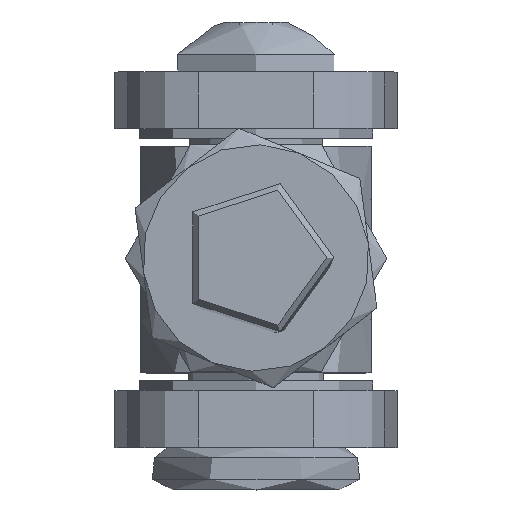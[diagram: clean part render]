
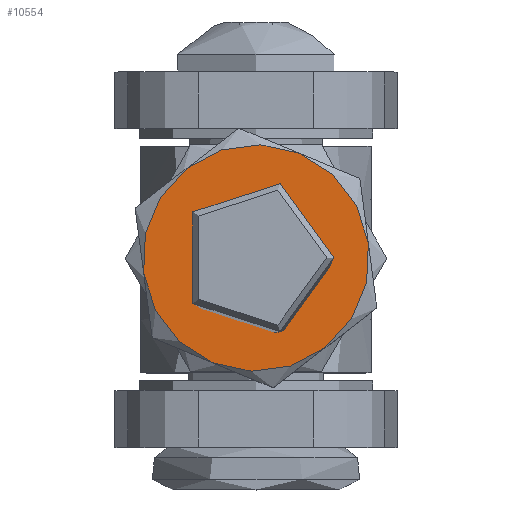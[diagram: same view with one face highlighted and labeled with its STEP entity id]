
A CAD part, top view. The second image highlights one B-rep face of the part: STEP entity #10554.
In plain terms, the highlighted face is planar.
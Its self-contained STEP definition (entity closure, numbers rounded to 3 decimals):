
#3 = CIRCLE ( 'NONE', #5116, 16. ) ;
#135 = CARTESIAN_POINT ( 'NONE',  ( 0., -5.5, 0. ) ) ;
#224 = AXIS2_PLACEMENT_3D ( 'NONE', #15988, #11663, #7717 ) ;
#293 = DIRECTION ( 'NONE',  ( 0., 0., 1. ) ) ;
#460 = CIRCLE ( 'NONE', #7525, 16. ) ;
#534 = EDGE_CURVE ( 'NONE', #737, #17734, #460, .T. ) ;
#737 = VERTEX_POINT ( 'NONE', #14143 ) ;
#1117 = EDGE_CURVE ( 'NONE', #4027, #737, #3, .T. ) ;
#1795 = CIRCLE ( 'NONE', #224, 16. ) ;
#1871 = DIRECTION ( 'NONE',  ( 0., 1., 0. ) ) ;
#1984 = PLANE ( 'NONE',  #9728 ) ;
#2330 = EDGE_CURVE ( 'NONE', #16766, #12085, #6285, .T. ) ;
#2769 = DIRECTION ( 'NONE',  ( 0., 0., 1. ) ) ;
#2842 = DIRECTION ( 'NONE',  ( 0., -1., 0. ) ) ;
#4027 = VERTEX_POINT ( 'NONE', #14279 ) ;
#4033 = DIRECTION ( 'NONE',  ( 0., 1., 0. ) ) ;
#4321 = DIRECTION ( 'NONE',  ( 0., 0., 1. ) ) ;
#4573 = EDGE_CURVE ( 'NONE', #12085, #13059, #6064, .T. ) ;
#5116 = AXIS2_PLACEMENT_3D ( 'NONE', #135, #12638, #4321 ) ;
#5260 = CARTESIAN_POINT ( 'NONE',  ( 0., -5.5, -16. ) ) ;
#5628 = DIRECTION ( 'NONE',  ( 0., -1., 0. ) ) ;
#5799 = AXIS2_PLACEMENT_3D ( 'NONE', #10514, #4033, #13668 ) ;
#5851 = CARTESIAN_POINT ( 'NONE',  ( 0., -5.5, 10.25 ) ) ;
#6041 = CARTESIAN_POINT ( 'NONE',  ( 13.856, -5.5, 8. ) ) ;
#6064 = CIRCLE ( 'NONE', #6104, 16. ) ;
#6104 = AXIS2_PLACEMENT_3D ( 'NONE', #13541, #6498, #9343 ) ;
#6285 = CIRCLE ( 'NONE', #13065, 16. ) ;
#6498 = DIRECTION ( 'NONE',  ( 0., -1., 0. ) ) ;
#7525 = AXIS2_PLACEMENT_3D ( 'NONE', #16914, #2842, #293 ) ;
#7717 = DIRECTION ( 'NONE',  ( 1., 0., 0. ) ) ;
#8190 = CARTESIAN_POINT ( 'NONE',  ( -13.856, -5.5, -8. ) ) ;
#8534 = CIRCLE ( 'NONE', #17902, 16. ) ;
#8915 = ORIENTED_EDGE ( 'NONE', *, *, #11415, .T. ) ;
#9343 = DIRECTION ( 'NONE',  ( 0., 0., 1. ) ) ;
#9533 = ORIENTED_EDGE ( 'NONE', *, *, #534, .T. ) ;
#9714 = EDGE_LOOP ( 'NONE', ( #8915 ) ) ;
#9728 = AXIS2_PLACEMENT_3D ( 'NONE', #15879, #1871, #14285 ) ;
#10514 = CARTESIAN_POINT ( 'NONE',  ( 0., -5.5, 0. ) ) ;
#10554 = ADVANCED_FACE ( 'NONE', ( #10988, #12949 ), #1984, .F. ) ;
#10988 = FACE_BOUND ( 'NONE', #9714, .T. ) ;
#11132 = CARTESIAN_POINT ( 'NONE',  ( 0., -5.5, 0. ) ) ;
#11409 = ORIENTED_EDGE ( 'NONE', *, *, #1117, .T. ) ;
#11415 = EDGE_CURVE ( 'NONE', #11842, #11842, #12291, .T. ) ;
#11663 = DIRECTION ( 'NONE',  ( 0., -1., 0. ) ) ;
#11842 = VERTEX_POINT ( 'NONE', #5851 ) ;
#12085 = VERTEX_POINT ( 'NONE', #13028 ) ;
#12291 = CIRCLE ( 'NONE', #5799, 10.25 ) ;
#12519 = ORIENTED_EDGE ( 'NONE', *, *, #14916, .T. ) ;
#12593 = DIRECTION ( 'NONE',  ( 0., -1., 0. ) ) ;
#12638 = DIRECTION ( 'NONE',  ( 0., -1., 0. ) ) ;
#12727 = EDGE_CURVE ( 'NONE', #17734, #16766, #8534, .T. ) ;
#12949 = FACE_OUTER_BOUND ( 'NONE', #15706, .T. ) ;
#13028 = CARTESIAN_POINT ( 'NONE',  ( 13.856, -5.5, -8. ) ) ;
#13059 = VERTEX_POINT ( 'NONE', #6041 ) ;
#13065 = AXIS2_PLACEMENT_3D ( 'NONE', #11132, #5628, #2769 ) ;
#13541 = CARTESIAN_POINT ( 'NONE',  ( 0., -5.5, 0. ) ) ;
#13668 = DIRECTION ( 'NONE',  ( 0., 0., 1. ) ) ;
#14143 = CARTESIAN_POINT ( 'NONE',  ( -13.856, -5.5, 8. ) ) ;
#14279 = CARTESIAN_POINT ( 'NONE',  ( 0., -5.5, 16. ) ) ;
#14285 = DIRECTION ( 'NONE',  ( 0., 0., 1. ) ) ;
#14916 = EDGE_CURVE ( 'NONE', #13059, #4027, #1795, .T. ) ;
#15706 = EDGE_LOOP ( 'NONE', ( #12519, #11409, #9533, #17838, #16457, #17766 ) ) ;
#15879 = CARTESIAN_POINT ( 'NONE',  ( 0., -5.5, 0. ) ) ;
#15988 = CARTESIAN_POINT ( 'NONE',  ( 0., -5.5, 0. ) ) ;
#16457 = ORIENTED_EDGE ( 'NONE', *, *, #2330, .T. ) ;
#16495 = DIRECTION ( 'NONE',  ( 0., 0., 1. ) ) ;
#16766 = VERTEX_POINT ( 'NONE', #5260 ) ;
#16914 = CARTESIAN_POINT ( 'NONE',  ( 0., -5.5, 0. ) ) ;
#17734 = VERTEX_POINT ( 'NONE', #8190 ) ;
#17766 = ORIENTED_EDGE ( 'NONE', *, *, #4573, .T. ) ;
#17838 = ORIENTED_EDGE ( 'NONE', *, *, #12727, .T. ) ;
#17902 = AXIS2_PLACEMENT_3D ( 'NONE', #18025, #12593, #16495 ) ;
#18025 = CARTESIAN_POINT ( 'NONE',  ( 0., -5.5, 0. ) ) ;
